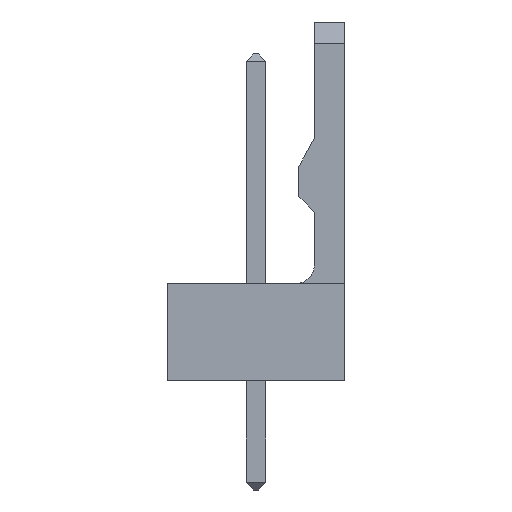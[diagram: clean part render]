
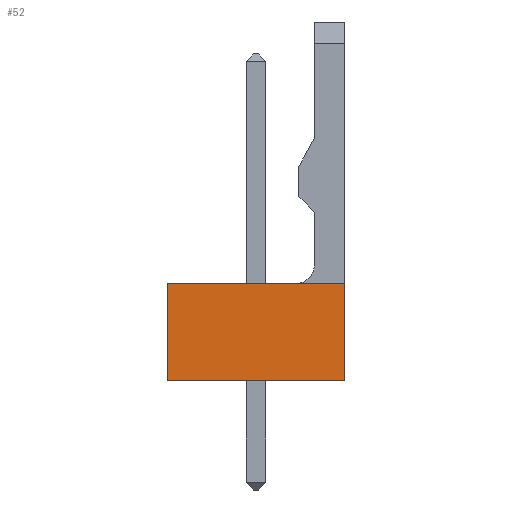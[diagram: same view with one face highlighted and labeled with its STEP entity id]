
A CAD part, left-side view. The second image highlights one B-rep face of the part: STEP entity #52.
In plain terms, the highlighted planar face has unit normal (-1, 0, 0).
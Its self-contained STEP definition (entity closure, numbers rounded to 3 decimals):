
#13=DIRECTION('',(0.,0.,1.));
#21=EDGE_CURVE('',#22,#24,#26,.T.);
#22=VERTEX_POINT('',#23);
#23=CARTESIAN_POINT('',(-1.27,2.9,0.));
#24=VERTEX_POINT('',#25);
#25=CARTESIAN_POINT('',(-1.27,-2.9,0.));
#26=LINE('',#23,#27);
#27=VECTOR('',#28,1.);
#28=DIRECTION('',(0.,-1.,0.));
#35=DIRECTION('',(1.,0.,0.));
#52=ADVANCED_FACE('',(#53),#70,.F.);
#53=FACE_BOUND('',#54,.F.);
#54=EDGE_LOOP('',(#55,#61,#66,#69));
#55=ORIENTED_EDGE('',*,*,#56,.T.);
#56=EDGE_CURVE('',#22,#57,#59,.T.);
#57=VERTEX_POINT('',#58);
#58=CARTESIAN_POINT('',(-1.27,2.9,3.17));
#59=LINE('',#23,#60);
#60=VECTOR('',#13,1.);
#61=ORIENTED_EDGE('',*,*,#62,.T.);
#62=EDGE_CURVE('',#57,#63,#65,.T.);
#63=VERTEX_POINT('',#64);
#64=CARTESIAN_POINT('',(-1.27,-2.9,3.17));
#65=LINE('',#58,#27);
#66=ORIENTED_EDGE('',*,*,#67,.F.);
#67=EDGE_CURVE('',#24,#63,#68,.T.);
#68=LINE('',#25,#60);
#69=ORIENTED_EDGE('',*,*,#21,.F.);
#70=PLANE('',#71);
#71=AXIS2_PLACEMENT_3D('',#23,#35,#28);
